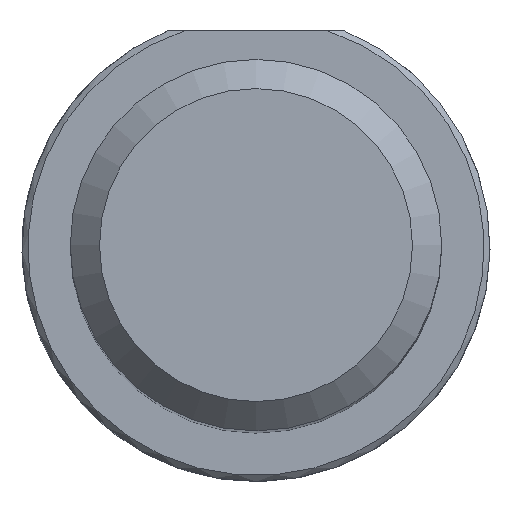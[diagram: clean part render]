
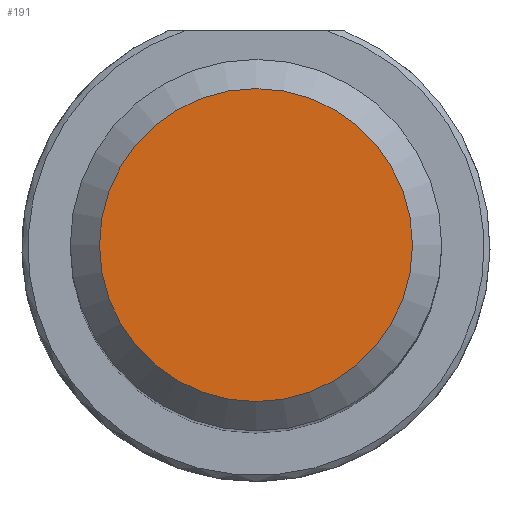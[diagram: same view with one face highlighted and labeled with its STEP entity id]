
A CAD part, top view. The second image highlights one B-rep face of the part: STEP entity #191.
In plain terms, the highlighted planar face has unit normal (0, 0, 1).
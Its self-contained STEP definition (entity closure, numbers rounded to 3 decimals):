
#146=PLANE('',#1514);
#191=ADVANCED_FACE('CU_CY_SU_2',(#279),#146,.T.);
#279=FACE_OUTER_BOUND('',#364,.T.);
#364=EDGE_LOOP('',(#606));
#521=CIRCLE('',#1512,5.35);
#606=ORIENTED_EDGE('',*,*,#1146,.T.);
#1007=VERTEX_POINT('',#2104);
#1146=EDGE_CURVE('',#1007,#1007,#521,.T.);
#1512=AXIS2_PLACEMENT_3D('',#2103,#1653,#1654);
#1514=AXIS2_PLACEMENT_3D('',#2106,#1657,#1658);
#1653=DIRECTION('',(0.,0.,1.));
#1654=DIRECTION('',(1.,0.,0.));
#1657=DIRECTION('',(0.,0.,1.));
#1658=DIRECTION('',(1.,0.,0.));
#2103=CARTESIAN_POINT('',(0.,0.,45.));
#2104=CARTESIAN_POINT('',(5.35,0.,45.));
#2106=CARTESIAN_POINT('',(0.,0.,45.));
